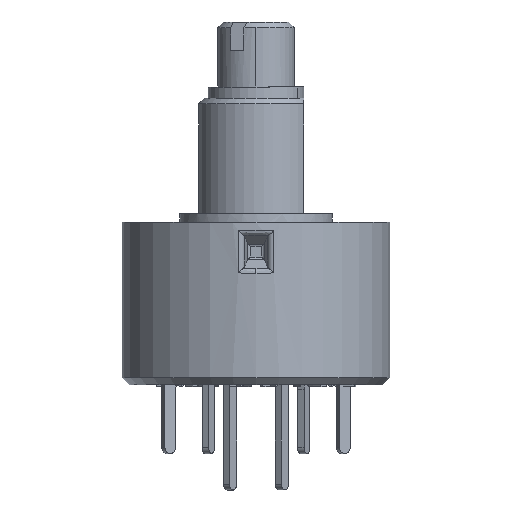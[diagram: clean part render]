
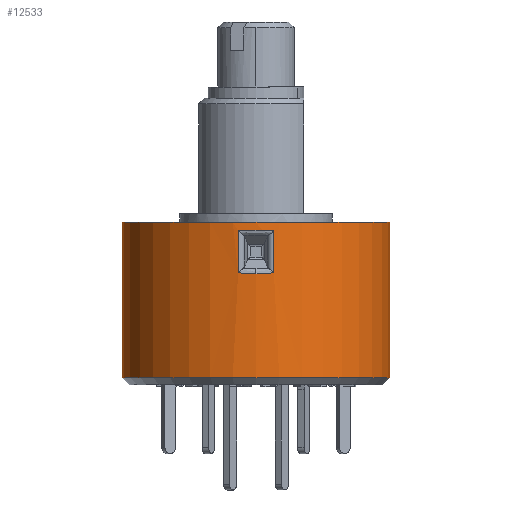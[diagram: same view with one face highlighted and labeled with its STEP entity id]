
A CAD part, left-side view. The second image highlights one B-rep face of the part: STEP entity #12533.
In plain terms, the highlighted cylindrical face has radius 7 mm (diameter 14 mm), a partial arc.
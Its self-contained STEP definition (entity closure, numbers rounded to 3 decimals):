
#113 = CARTESIAN_POINT ( 'NONE',  ( -7., 0., -3.129 ) ) ;
#124 = CARTESIAN_POINT ( 'NONE',  ( -7., -0.314, -3.129 ) ) ;
#188 = DIRECTION ( 'NONE',  ( 0., 1., 0. ) ) ;
#251 = DIRECTION ( 'NONE',  ( 0., -1., 0. ) ) ;
#579 = CARTESIAN_POINT ( 'NONE',  ( -7., 0.314, -3.129 ) ) ;
#586 = EDGE_CURVE ( 'NONE', #5999, #4214, #10764, .T. ) ;
#976 = LINE ( 'NONE', #10999, #3722 ) ;
#1214 =( BOUNDED_CURVE ( )  B_SPLINE_CURVE ( 3, ( #11747, #579, #1818, #2978 ),
 .UNSPECIFIED., .F., .F. ) 
 B_SPLINE_CURVE_WITH_KNOTS ( ( 4, 4 ),
 ( 0., 0.134 ),
 .UNSPECIFIED. ) 
 CURVE ( )  GEOMETRIC_REPRESENTATION_ITEM ( )  RATIONAL_B_SPLINE_CURVE ( ( 1., 0.998, 0.998, 1. ) ) 
 REPRESENTATION_ITEM ( '' )  );
#1482 = DIRECTION ( 'NONE',  ( 0., -1., 0. ) ) ;
#1561 = DIRECTION ( 'NONE',  ( 0., 0., 1. ) ) ;
#1691 = ORIENTED_EDGE ( 'NONE', *, *, #4603, .T. ) ;
#1799 = AXIS2_PLACEMENT_3D ( 'NONE', #7680, #1561, #251 ) ;
#1818 = CARTESIAN_POINT ( 'NONE',  ( -6.979, 0.627, -3.117 ) ) ;
#1900 = ORIENTED_EDGE ( 'NONE', *, *, #3785, .T. ) ;
#2041 = AXIS2_PLACEMENT_3D ( 'NONE', #9030, #2781, #1482 ) ;
#2051 = EDGE_LOOP ( 'NONE', ( #8945, #1691, #1900, #8398, #14067 ) ) ;
#2096 = CARTESIAN_POINT ( 'NONE',  ( -6.937, -0.938, -0.888 ) ) ;
#2287 = VERTEX_POINT ( 'NONE', #11255 ) ;
#2446 = AXIS2_PLACEMENT_3D ( 'NONE', #8891, #6505, #188 ) ;
#2480 = ORIENTED_EDGE ( 'NONE', *, *, #7858, .F. ) ;
#2781 = DIRECTION ( 'NONE',  ( 0., 0., 1. ) ) ;
#2978 = CARTESIAN_POINT ( 'NONE',  ( -6.937, 0.938, -3.094 ) ) ;
#3121 = CARTESIAN_POINT ( 'NONE',  ( 0., -7., -0.45 ) ) ;
#3573 = CARTESIAN_POINT ( 'NONE',  ( -6.937, 0.938, -0.888 ) ) ;
#3722 = VECTOR ( 'NONE', #9609, 1000. ) ;
#3785 = EDGE_CURVE ( 'NONE', #14856, #6237, #14425, .T. ) ;
#3872 = CARTESIAN_POINT ( 'NONE',  ( -6.979, -0.627, -3.117 ) ) ;
#4053 = CARTESIAN_POINT ( 'NONE',  ( 0., 7., -8.574 ) ) ;
#4214 = VERTEX_POINT ( 'NONE', #13510 ) ;
#4363 = EDGE_CURVE ( 'NONE', #7416, #4214, #11308, .T. ) ;
#4385 = EDGE_LOOP ( 'NONE', ( #5478, #2480, #4456, #5618 ) ) ;
#4456 = ORIENTED_EDGE ( 'NONE', *, *, #4766, .T. ) ;
#4603 = EDGE_CURVE ( 'NONE', #11526, #14856, #1214, .T. ) ;
#4717 = CARTESIAN_POINT ( 'NONE',  ( 0., 7., -0.45 ) ) ;
#4766 = EDGE_CURVE ( 'NONE', #4818, #7416, #10883, .T. ) ;
#4818 = VERTEX_POINT ( 'NONE', #4717 ) ;
#4897 = CARTESIAN_POINT ( 'NONE',  ( -6.937, 0.938, -0.888 ) ) ;
#5111 = EDGE_CURVE ( 'NONE', #6237, #7573, #5984, .T. ) ;
#5128 = CYLINDRICAL_SURFACE ( 'NONE', #2446, 7. ) ;
#5397 = CARTESIAN_POINT ( 'NONE',  ( -6.937, 0.938, -0.45 ) ) ;
#5478 = ORIENTED_EDGE ( 'NONE', *, *, #586, .F. ) ;
#5618 = ORIENTED_EDGE ( 'NONE', *, *, #4363, .T. ) ;
#5984 =( BOUNDED_CURVE ( )  B_SPLINE_CURVE ( 3, ( #4897, #11211, #5998, #11051 ),
 .UNSPECIFIED., .F., .T. ) 
 B_SPLINE_CURVE_WITH_KNOTS ( ( 4, 4 ),
 ( 3.007, 3.276 ),
 .UNSPECIFIED. ) 
 CURVE ( )  GEOMETRIC_REPRESENTATION_ITEM ( )  RATIONAL_B_SPLINE_CURVE ( ( 1., 0.994, 0.994, 1. ) ) 
 REPRESENTATION_ITEM ( '' )  );
#5998 = CARTESIAN_POINT ( 'NONE',  ( -7.021, -0.315, -0.841 ) ) ;
#5999 = VERTEX_POINT ( 'NONE', #3121 ) ;
#6082 = VECTOR ( 'NONE', #7923, 1000. ) ;
#6237 = VERTEX_POINT ( 'NONE', #3573 ) ;
#6505 = DIRECTION ( 'NONE',  ( 0., 0., -1. ) ) ;
#6506 = FACE_BOUND ( 'NONE', #2051, .T. ) ;
#7224 = CIRCLE ( 'NONE', #1799, 7. ) ;
#7412 = VECTOR ( 'NONE', #8268, 1000. ) ;
#7416 = VERTEX_POINT ( 'NONE', #4053 ) ;
#7573 = VERTEX_POINT ( 'NONE', #2096 ) ;
#7680 = CARTESIAN_POINT ( 'NONE',  ( 0., 0., -0.45 ) ) ;
#7858 = EDGE_CURVE ( 'NONE', #4818, #5999, #7224, .T. ) ;
#7923 = DIRECTION ( 'NONE',  ( 0., 0., 1. ) ) ;
#8268 = DIRECTION ( 'NONE',  ( 0., 0., -1. ) ) ;
#8398 = ORIENTED_EDGE ( 'NONE', *, *, #5111, .T. ) ;
#8891 = CARTESIAN_POINT ( 'NONE',  ( 0., 0., -0.45 ) ) ;
#8945 = ORIENTED_EDGE ( 'NONE', *, *, #10863, .T. ) ;
#9030 = CARTESIAN_POINT ( 'NONE',  ( 0., 0., -8.574 ) ) ;
#9609 = DIRECTION ( 'NONE',  ( 0., 0., -1. ) ) ;
#9829 = FACE_OUTER_BOUND ( 'NONE', #4385, .T. ) ;
#10002 = CARTESIAN_POINT ( 'NONE',  ( 0., -7., -0.45 ) ) ;
#10195 = CARTESIAN_POINT ( 'NONE',  ( -6.937, 0.938, -3.094 ) ) ;
#10702 = CARTESIAN_POINT ( 'NONE',  ( 0., 7., -0.45 ) ) ;
#10764 = LINE ( 'NONE', #10002, #12539 ) ;
#10863 = EDGE_CURVE ( 'NONE', #2287, #11526, #14430, .T. ) ;
#10883 = LINE ( 'NONE', #10702, #7412 ) ;
#10999 = CARTESIAN_POINT ( 'NONE',  ( -6.937, -0.938, -0.45 ) ) ;
#11051 = CARTESIAN_POINT ( 'NONE',  ( -6.937, -0.938, -0.888 ) ) ;
#11211 = CARTESIAN_POINT ( 'NONE',  ( -7.021, 0.315, -0.841 ) ) ;
#11255 = CARTESIAN_POINT ( 'NONE',  ( -6.937, -0.938, -3.094 ) ) ;
#11308 = CIRCLE ( 'NONE', #2041, 7. ) ;
#11526 = VERTEX_POINT ( 'NONE', #113 ) ;
#11560 = DIRECTION ( 'NONE',  ( 0., 0., -1. ) ) ;
#11747 = CARTESIAN_POINT ( 'NONE',  ( -7., 0., -3.129 ) ) ;
#12533 = ADVANCED_FACE ( 'NONE', ( #9829, #6506 ), #5128, .T. ) ;
#12539 = VECTOR ( 'NONE', #11560, 1000. ) ;
#12637 = CARTESIAN_POINT ( 'NONE',  ( -7., 0., -3.129 ) ) ;
#13510 = CARTESIAN_POINT ( 'NONE',  ( 0., -7., -8.574 ) ) ;
#14067 = ORIENTED_EDGE ( 'NONE', *, *, #16102, .T. ) ;
#14425 = LINE ( 'NONE', #5397, #6082 ) ;
#14430 =( BOUNDED_CURVE ( )  B_SPLINE_CURVE ( 3, ( #14833, #3872, #124, #12637 ),
 .UNSPECIFIED., .F., .F. ) 
 B_SPLINE_CURVE_WITH_KNOTS ( ( 4, 4 ),
 ( 6.149, 6.283 ),
 .UNSPECIFIED. ) 
 CURVE ( )  GEOMETRIC_REPRESENTATION_ITEM ( )  RATIONAL_B_SPLINE_CURVE ( ( 1., 0.998, 0.998, 1. ) ) 
 REPRESENTATION_ITEM ( '' )  );
#14833 = CARTESIAN_POINT ( 'NONE',  ( -6.937, -0.938, -3.094 ) ) ;
#14856 = VERTEX_POINT ( 'NONE', #10195 ) ;
#16102 = EDGE_CURVE ( 'NONE', #7573, #2287, #976, .T. ) ;
